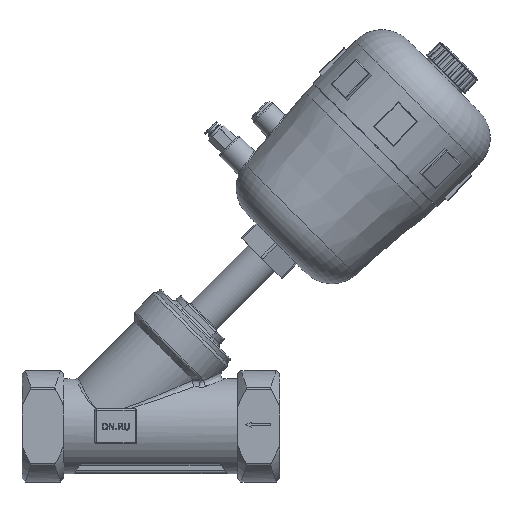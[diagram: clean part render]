
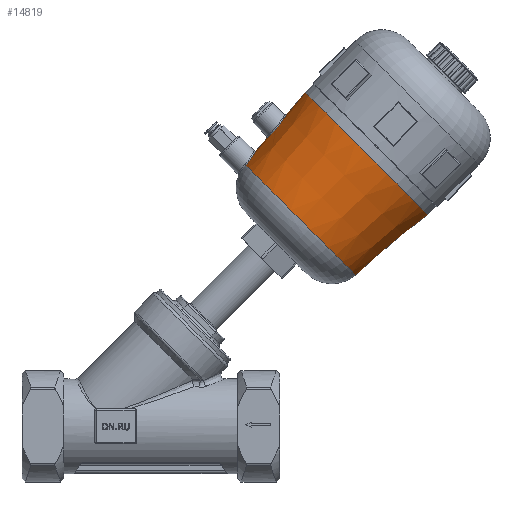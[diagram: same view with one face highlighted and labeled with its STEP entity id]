
A CAD part, top view. The second image highlights one B-rep face of the part: STEP entity #14819.
In plain terms, the highlighted conical face has half-angle 5 degrees and reference radius 58.177 mm.
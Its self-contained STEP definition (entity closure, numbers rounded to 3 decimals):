
#79=CONICAL_SURFACE('',#16133,58.177,0.087);
#537=FACE_BOUND('',#4349,.T.);
#1086=LINE('',#59426,#1579);
#1579=VECTOR('',#18958,58.177);
#2502=B_SPLINE_CURVE_WITH_KNOTS('',3,(#59413,#59414,#59415,#59416,#59417,
#59418,#59419,#59420,#59421,#59422),.UNSPECIFIED.,.F.,.F.,(4,1,1,1,1,1,
1,4),(-3.808,-3.264,-2.72,-2.176,
-1.632,-1.088,-0.544,0.),.UNSPECIFIED.);
#2503=B_SPLINE_CURVE_WITH_KNOTS('',3,(#59432,#59433,#59434,#59435,#59436,
#59437,#59438,#59439,#59440,#59441,#59442,#59443,#59444,#59445,#59446,#59447,
#59448),.UNSPECIFIED.,.T.,.F.,(4,1,1,1,1,1,1,1,1,1,1,1,1,1,4),(-6.051,
-5.619,-5.187,-4.61,-4.322,
-3.746,-3.458,-2.881,-2.593,
-2.305,-1.729,-1.297,-0.864,
-0.432,0.),.UNSPECIFIED.);
#3455=FACE_OUTER_BOUND('',#4348,.T.);
#4348=EDGE_LOOP('',(#12726,#12727,#12728,#12729,#12730,#12731,#12732));
#4349=EDGE_LOOP('',(#12733));
#5054=CIRCLE('',#16134,56.293);
#5055=CIRCLE('',#16135,62.177);
#5056=CIRCLE('',#16136,62.177);
#5057=CIRCLE('',#16137,56.293);
#6451=VERTEX_POINT('',#59411);
#6452=VERTEX_POINT('',#59412);
#6453=VERTEX_POINT('',#59423);
#6454=VERTEX_POINT('',#59425);
#6455=VERTEX_POINT('',#59427);
#6456=VERTEX_POINT('',#59431);
#8568=EDGE_CURVE('',#6451,#6452,#2502,.T.);
#8569=EDGE_CURVE('',#6453,#6451,#5054,.T.);
#8570=EDGE_CURVE('',#6453,#6454,#1086,.T.);
#8571=EDGE_CURVE('',#6454,#6455,#5055,.T.);
#8572=EDGE_CURVE('',#6455,#6454,#5056,.T.);
#8573=EDGE_CURVE('',#6452,#6453,#5057,.T.);
#8574=EDGE_CURVE('',#6456,#6456,#2503,.T.);
#12726=ORIENTED_EDGE('',*,*,#8568,.F.);
#12727=ORIENTED_EDGE('',*,*,#8569,.F.);
#12728=ORIENTED_EDGE('',*,*,#8570,.T.);
#12729=ORIENTED_EDGE('',*,*,#8571,.T.);
#12730=ORIENTED_EDGE('',*,*,#8572,.T.);
#12731=ORIENTED_EDGE('',*,*,#8570,.F.);
#12732=ORIENTED_EDGE('',*,*,#8573,.F.);
#12733=ORIENTED_EDGE('',*,*,#8574,.F.);
#14819=ADVANCED_FACE('',(#3455,#537),#79,.T.);
#16133=AXIS2_PLACEMENT_3D('',#59410,#18954,#18955);
#16134=AXIS2_PLACEMENT_3D('',#59424,#18956,#18957);
#16135=AXIS2_PLACEMENT_3D('',#59428,#18959,#18960);
#16136=AXIS2_PLACEMENT_3D('',#59429,#18961,#18962);
#16137=AXIS2_PLACEMENT_3D('',#59430,#18963,#18964);
#18954=DIRECTION('center_axis',(-1.,0.,0.));
#18955=DIRECTION('ref_axis',(0.,0.,1.));
#18956=DIRECTION('center_axis',(1.,0.,0.));
#18957=DIRECTION('ref_axis',(0.,0.,1.));
#18958=DIRECTION('',(-0.996,0.,-0.087));
#18959=DIRECTION('center_axis',(1.,0.,0.));
#18960=DIRECTION('ref_axis',(0.,0.,1.));
#18961=DIRECTION('center_axis',(1.,0.,0.));
#18962=DIRECTION('ref_axis',(0.,0.,1.));
#18963=DIRECTION('center_axis',(1.,0.,0.));
#18964=DIRECTION('ref_axis',(0.,0.,1.));
#59410=CARTESIAN_POINT('Origin',(124.38,0.,0.));
#59411=CARTESIAN_POINT('',(145.91,55.269,-10.692));
#59412=CARTESIAN_POINT('',(145.91,55.269,10.692));
#59413=CARTESIAN_POINT('Ctrl Pts',(145.91,55.269,-10.692));
#59414=CARTESIAN_POINT('Ctrl Pts',(144.119,55.378,-10.953));
#59415=CARTESIAN_POINT('Ctrl Pts',(140.423,55.786,-10.585));
#59416=CARTESIAN_POINT('Ctrl Pts',(135.833,56.72,-7.576));
#59417=CARTESIAN_POINT('Ctrl Pts',(133.188,57.424,-2.764));
#59418=CARTESIAN_POINT('Ctrl Pts',(133.184,57.427,2.766));
#59419=CARTESIAN_POINT('Ctrl Pts',(135.833,56.719,7.575));
#59420=CARTESIAN_POINT('Ctrl Pts',(140.422,55.787,10.585));
#59421=CARTESIAN_POINT('Ctrl Pts',(144.119,55.378,10.953));
#59422=CARTESIAN_POINT('Ctrl Pts',(145.91,55.269,10.692));
#59423=CARTESIAN_POINT('',(145.91,0.,-56.293));
#59424=CARTESIAN_POINT('Origin',(145.91,0.,
0.));
#59425=CARTESIAN_POINT('',(78.66,0.,-62.177));
#59426=CARTESIAN_POINT('',(124.38,0.,-58.177));
#59427=CARTESIAN_POINT('',(78.66,0.,62.177));
#59428=CARTESIAN_POINT('Origin',(78.66,0.,0.));
#59429=CARTESIAN_POINT('Origin',(78.66,0.,0.));
#59430=CARTESIAN_POINT('Origin',(145.91,0.,
0.));
#59431=CARTESIAN_POINT('',(111.788,58.3,10.724));
#59432=CARTESIAN_POINT('Ctrl Pts',(111.788,58.3,10.724));
#59433=CARTESIAN_POINT('Ctrl Pts',(113.422,58.194,10.511));
#59434=CARTESIAN_POINT('Ctrl Pts',(116.595,58.128,9.346));
#59435=CARTESIAN_POINT('Ctrl Pts',(120.511,58.348,5.334));
#59436=CARTESIAN_POINT('Ctrl Pts',(121.728,58.484,0.389));
#59437=CARTESIAN_POINT('Ctrl Pts',(120.551,58.364,-4.974));
#59438=CARTESIAN_POINT('Ctrl Pts',(117.722,58.161,-8.531));
#59439=CARTESIAN_POINT('Ctrl Pts',(112.715,58.177,-10.957));
#59440=CARTESIAN_POINT('Ctrl Pts',(108.129,58.582,-10.989));
#59441=CARTESIAN_POINT('Ctrl Pts',(104.15,59.257,-9.129));
#59442=CARTESIAN_POINT('Ctrl Pts',(100.883,59.952,-6.238));
#59443=CARTESIAN_POINT('Ctrl Pts',(98.923,60.484,-1.539));
#59444=CARTESIAN_POINT('Ctrl Pts',(99.71,60.264,3.977));
#59445=CARTESIAN_POINT('Ctrl Pts',(102.499,59.577,8.094));
#59446=CARTESIAN_POINT('Ctrl Pts',(106.799,58.767,10.627));
#59447=CARTESIAN_POINT('Ctrl Pts',(110.153,58.407,10.938));
#59448=CARTESIAN_POINT('Ctrl Pts',(111.788,58.3,10.724));
